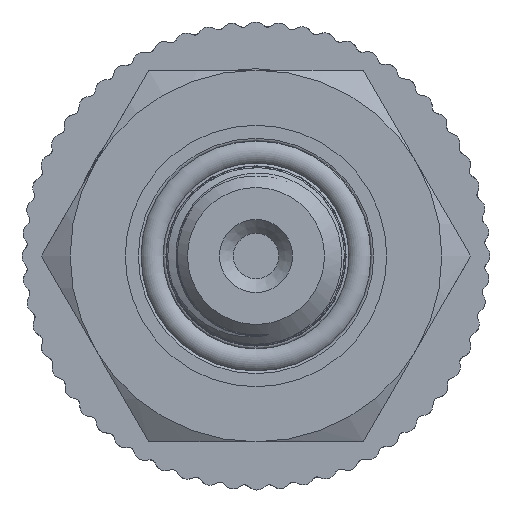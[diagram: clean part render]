
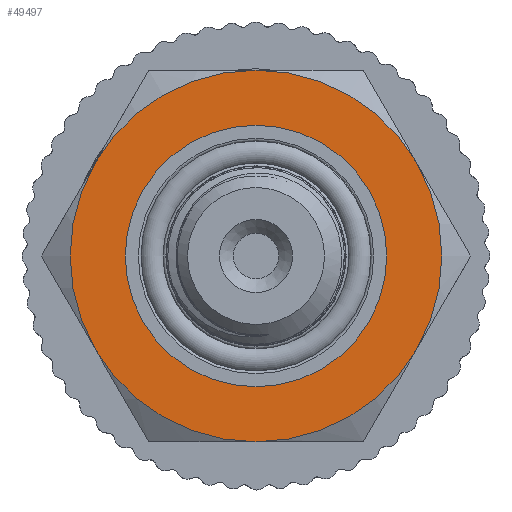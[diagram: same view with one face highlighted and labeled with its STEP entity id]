
A CAD part, left-side view. The second image highlights one B-rep face of the part: STEP entity #49497.
In plain terms, the highlighted conical face has half-angle 89.979 degrees and reference radius 11 mm.
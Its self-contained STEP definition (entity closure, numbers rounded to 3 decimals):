
#1992=CONICAL_SURFACE('',#52133,11.,1.57);
#3334=FACE_OUTER_BOUND('',#6034,.T.);
#6034=EDGE_LOOP('',(#34404,#34405,#34406,#34407));
#8540=CIRCLE('',#52134,13.5);
#8541=CIRCLE('',#52135,9.5);
#11175=LINE('',#80628,#15630);
#15630=VECTOR('',#56839,11.);
#20325=VERTEX_POINT('',#80625);
#20326=VERTEX_POINT('',#80627);
#25814=EDGE_CURVE('',#20325,#20325,#8540,.T.);
#25815=EDGE_CURVE('',#20325,#20326,#11175,.T.);
#25816=EDGE_CURVE('',#20326,#20326,#8541,.T.);
#34404=ORIENTED_EDGE('',*,*,#25814,.F.);
#34405=ORIENTED_EDGE('',*,*,#25815,.T.);
#34406=ORIENTED_EDGE('',*,*,#25816,.T.);
#34407=ORIENTED_EDGE('',*,*,#25815,.F.);
#49497=ADVANCED_FACE('',(#3334),#1992,.T.);
#52133=AXIS2_PLACEMENT_3D('',#80624,#56835,#56836);
#52134=AXIS2_PLACEMENT_3D('',#80626,#56837,#56838);
#52135=AXIS2_PLACEMENT_3D('',#80629,#56840,#56841);
#56835=DIRECTION('center_axis',(1.,0.,0.));
#56836=DIRECTION('ref_axis',(0.,1.,0.));
#56837=DIRECTION('center_axis',(1.,0.,0.));
#56838=DIRECTION('ref_axis',(0.,1.,0.));
#56839=DIRECTION('',(0.,1.,0.));
#56840=DIRECTION('center_axis',(1.,0.,0.));
#56841=DIRECTION('ref_axis',(0.,0.,-1.));
#80624=CARTESIAN_POINT('Origin',(-46.999,0.,0.));
#80625=CARTESIAN_POINT('',(-46.999,-13.5,0.));
#80626=CARTESIAN_POINT('Origin',(-46.999,0.,
0.));
#80627=CARTESIAN_POINT('',(-47.,-9.5,0.));
#80628=CARTESIAN_POINT('',(-46.999,-11.,0.));
#80629=CARTESIAN_POINT('Origin',(-47.,0.,0.));
